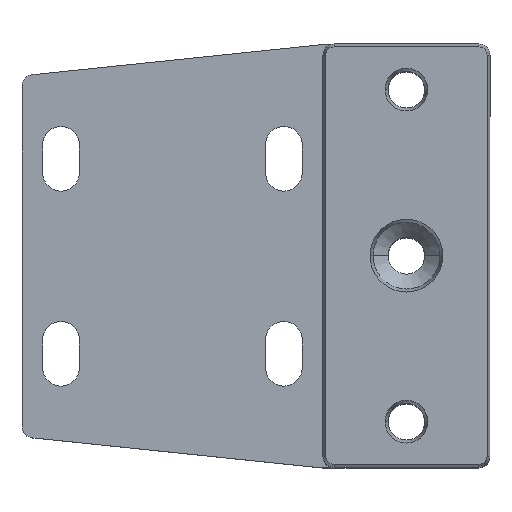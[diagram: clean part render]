
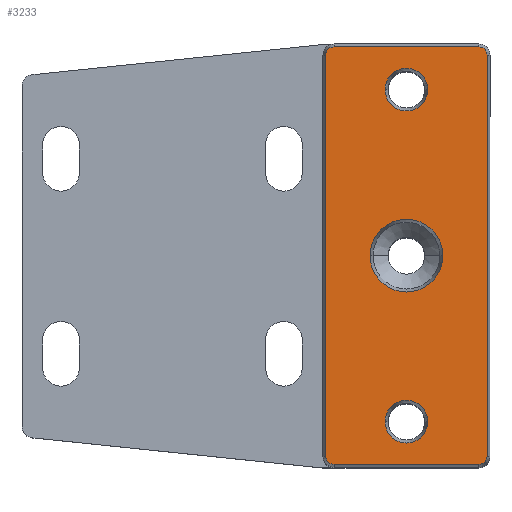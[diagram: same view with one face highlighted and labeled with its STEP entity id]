
A CAD part, top view. The second image highlights one B-rep face of the part: STEP entity #3233.
In plain terms, the highlighted planar face has unit normal (0, 0, 1).
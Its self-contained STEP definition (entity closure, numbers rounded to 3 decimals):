
#103 = CARTESIAN_POINT ( 'NONE',  ( 6.515, -17.594, 37.6 ) ) ;
#115 = AXIS2_PLACEMENT_3D ( 'NONE', #3455, #1097, #625 ) ;
#138 = CARTESIAN_POINT ( 'NONE',  ( 7.247, 19.138, 37.6 ) ) ;
#169 = FACE_OUTER_BOUND ( 'NONE', #5348, .T. ) ;
#238 = CIRCLE ( 'NONE', #4944, 1.918 ) ;
#286 = EDGE_CURVE ( 'NONE', #5423, #2562, #1478, .T. ) ;
#335 = VERTEX_POINT ( 'NONE', #3129 ) ;
#379 = VECTOR ( 'NONE', #1311, 1000. ) ;
#382 = CIRCLE ( 'NONE', #2639, 3.268 ) ;
#424 = VERTEX_POINT ( 'NONE', #5352 ) ;
#547 = DIRECTION ( 'NONE',  ( 1., 0., 0. ) ) ;
#572 = EDGE_CURVE ( 'NONE', #2152, #5423, #1051, .T. ) ;
#583 = CIRCLE ( 'NONE', #1249, 0.732 ) ;
#587 = VECTOR ( 'NONE', #2148, 1000. ) ;
#625 = DIRECTION ( 'NONE',  ( 1., 0., 0. ) ) ;
#626 = DIRECTION ( 'NONE',  ( 0., 0., -1. ) ) ;
#671 = ORIENTED_EDGE ( 'NONE', *, *, #1455, .T. ) ;
#682 = EDGE_CURVE ( 'NONE', #1495, #3389, #382, .T. ) ;
#688 = CIRCLE ( 'NONE', #1406, 3.268 ) ;
#764 = VERTEX_POINT ( 'NONE', #4704 ) ;
#805 = CARTESIAN_POINT ( 'NONE',  ( 13.747, -14.494, 37.6 ) ) ;
#895 = CARTESIAN_POINT ( 'NONE',  ( 20.247, 19.138, 37.6 ) ) ;
#916 = CARTESIAN_POINT ( 'NONE',  ( 7.247, -17.594, 37.6 ) ) ;
#920 = CARTESIAN_POINT ( 'NONE',  ( 13.747, -14.494, 37.6 ) ) ;
#1051 = LINE ( 'NONE', #2954, #3313 ) ;
#1097 = DIRECTION ( 'NONE',  ( 0., 0., 1. ) ) ;
#1190 = DIRECTION ( 'NONE',  ( 1., 0., 0. ) ) ;
#1244 = DIRECTION ( 'NONE',  ( 0., 0., -1. ) ) ;
#1249 = AXIS2_PLACEMENT_3D ( 'NONE', #3336, #4768, #1829 ) ;
#1280 = ORIENTED_EDGE ( 'NONE', *, *, #2453, .T. ) ;
#1302 = FACE_BOUND ( 'NONE', #3225, .T. ) ;
#1311 = DIRECTION ( 'NONE',  ( -1., 0., 0. ) ) ;
#1332 = AXIS2_PLACEMENT_3D ( 'NONE', #2342, #1993, #1583 ) ;
#1346 = VERTEX_POINT ( 'NONE', #138 ) ;
#1361 = FACE_BOUND ( 'NONE', #2377, .T. ) ;
#1403 = CARTESIAN_POINT ( 'NONE',  ( 13.747, 0.406, 37.6 ) ) ;
#1406 = AXIS2_PLACEMENT_3D ( 'NONE', #1403, #1244, #1190 ) ;
#1418 = ORIENTED_EDGE ( 'NONE', *, *, #3126, .T. ) ;
#1423 = DIRECTION ( 'NONE',  ( 0., 1., 0. ) ) ;
#1433 = EDGE_LOOP ( 'NONE', ( #4437, #3048 ) ) ;
#1455 = EDGE_CURVE ( 'NONE', #1346, #4204, #5034, .T. ) ;
#1478 = CIRCLE ( 'NONE', #115, 0.732 ) ;
#1490 = VERTEX_POINT ( 'NONE', #5333 ) ;
#1495 = VERTEX_POINT ( 'NONE', #3662 ) ;
#1514 = AXIS2_PLACEMENT_3D ( 'NONE', #3862, #3383, #3229 ) ;
#1541 = CARTESIAN_POINT ( 'NONE',  ( 20.979, 18.406, 37.6 ) ) ;
#1583 = DIRECTION ( 'NONE',  ( 1., 0., 0. ) ) ;
#1828 = EDGE_CURVE ( 'NONE', #424, #335, #3861, .T. ) ;
#1829 = DIRECTION ( 'NONE',  ( 1., 0., 0. ) ) ;
#1839 = CARTESIAN_POINT ( 'NONE',  ( 17.015, 0.406, 37.6 ) ) ;
#1859 = LINE ( 'NONE', #103, #587 ) ;
#1870 = ORIENTED_EDGE ( 'NONE', *, *, #4348, .T. ) ;
#1930 = EDGE_CURVE ( 'NONE', #764, #1490, #238, .T. ) ;
#1964 = CIRCLE ( 'NONE', #2931, 1.918 ) ;
#1993 = DIRECTION ( 'NONE',  ( 0., 0., -1. ) ) ;
#2011 = ORIENTED_EDGE ( 'NONE', *, *, #572, .T. ) ;
#2093 = ORIENTED_EDGE ( 'NONE', *, *, #4092, .T. ) ;
#2148 = DIRECTION ( 'NONE',  ( 0., -1., 0. ) ) ;
#2152 = VERTEX_POINT ( 'NONE', #4355 ) ;
#2336 = DIRECTION ( 'NONE',  ( 1., 0., 0. ) ) ;
#2342 = CARTESIAN_POINT ( 'NONE',  ( 13.747, 15.306, 37.6 ) ) ;
#2377 = EDGE_LOOP ( 'NONE', ( #1280, #2766 ) ) ;
#2411 = DIRECTION ( 'NONE',  ( 0., 0., -1. ) ) ;
#2416 = PLANE ( 'NONE',  #1514 ) ;
#2453 = EDGE_CURVE ( 'NONE', #335, #424, #1964, .T. ) ;
#2507 = ORIENTED_EDGE ( 'NONE', *, *, #286, .T. ) ;
#2562 = VERTEX_POINT ( 'NONE', #3255 ) ;
#2564 = DIRECTION ( 'NONE',  ( 1., 0., 0. ) ) ;
#2639 = AXIS2_PLACEMENT_3D ( 'NONE', #4482, #4139, #4473 ) ;
#2648 = CARTESIAN_POINT ( 'NONE',  ( 20.247, -18.326, 37.6 ) ) ;
#2698 = CARTESIAN_POINT ( 'NONE',  ( 13.747, 15.306, 37.6 ) ) ;
#2716 = VERTEX_POINT ( 'NONE', #4254 ) ;
#2766 = ORIENTED_EDGE ( 'NONE', *, *, #1828, .T. ) ;
#2845 = AXIS2_PLACEMENT_3D ( 'NONE', #920, #2896, #4268 ) ;
#2896 = DIRECTION ( 'NONE',  ( 0., 0., -1. ) ) ;
#2914 = CARTESIAN_POINT ( 'NONE',  ( 7.247, 18.406, 37.6 ) ) ;
#2931 = AXIS2_PLACEMENT_3D ( 'NONE', #805, #626, #547 ) ;
#2954 = CARTESIAN_POINT ( 'NONE',  ( 20.247, -18.326, 37.6 ) ) ;
#2955 = EDGE_CURVE ( 'NONE', #3389, #1495, #688, .T. ) ;
#2966 = DIRECTION ( 'NONE',  ( 0., 0., 1. ) ) ;
#2990 = DIRECTION ( 'NONE',  ( 1., 0., 0. ) ) ;
#3019 = EDGE_CURVE ( 'NONE', #2562, #4137, #5083, .T. ) ;
#3048 = ORIENTED_EDGE ( 'NONE', *, *, #682, .T. ) ;
#3126 = EDGE_CURVE ( 'NONE', #1490, #764, #4099, .T. ) ;
#3129 = CARTESIAN_POINT ( 'NONE',  ( 15.665, -14.494, 37.6 ) ) ;
#3225 = EDGE_LOOP ( 'NONE', ( #1418, #3342 ) ) ;
#3229 = DIRECTION ( 'NONE',  ( 1., 0., 0. ) ) ;
#3233 = ADVANCED_FACE ( 'NONE', ( #4659, #1361, #1302, #169 ), #2416, .T. ) ;
#3255 = CARTESIAN_POINT ( 'NONE',  ( 20.979, -17.594, 37.6 ) ) ;
#3276 = DIRECTION ( 'NONE',  ( 0., 0., 1. ) ) ;
#3313 = VECTOR ( 'NONE', #4214, 1000. ) ;
#3336 = CARTESIAN_POINT ( 'NONE',  ( 20.247, 18.406, 37.6 ) ) ;
#3342 = ORIENTED_EDGE ( 'NONE', *, *, #1930, .T. ) ;
#3383 = DIRECTION ( 'NONE',  ( 0., 0., 1. ) ) ;
#3389 = VERTEX_POINT ( 'NONE', #1839 ) ;
#3455 = CARTESIAN_POINT ( 'NONE',  ( 20.247, -17.594, 37.6 ) ) ;
#3536 = VECTOR ( 'NONE', #1423, 1000. ) ;
#3628 = EDGE_CURVE ( 'NONE', #4204, #2716, #1859, .T. ) ;
#3662 = CARTESIAN_POINT ( 'NONE',  ( 10.479, 0.406, 37.6 ) ) ;
#3739 = CARTESIAN_POINT ( 'NONE',  ( 6.515, 18.406, 37.6 ) ) ;
#3786 = EDGE_CURVE ( 'NONE', #2716, #2152, #5320, .T. ) ;
#3815 = CARTESIAN_POINT ( 'NONE',  ( 7.247, 19.138, 37.6 ) ) ;
#3861 = CIRCLE ( 'NONE', #2845, 1.918 ) ;
#3862 = CARTESIAN_POINT ( 'NONE',  ( 0., 0., 37.6 ) ) ;
#3971 = AXIS2_PLACEMENT_3D ( 'NONE', #2914, #2966, #2990 ) ;
#4080 = AXIS2_PLACEMENT_3D ( 'NONE', #916, #3276, #2336 ) ;
#4084 = VERTEX_POINT ( 'NONE', #895 ) ;
#4092 = EDGE_CURVE ( 'NONE', #4137, #4084, #583, .T. ) ;
#4099 = CIRCLE ( 'NONE', #1332, 1.918 ) ;
#4137 = VERTEX_POINT ( 'NONE', #1541 ) ;
#4139 = DIRECTION ( 'NONE',  ( 0., 0., -1. ) ) ;
#4204 = VERTEX_POINT ( 'NONE', #3739 ) ;
#4214 = DIRECTION ( 'NONE',  ( 1., 0., 0. ) ) ;
#4254 = CARTESIAN_POINT ( 'NONE',  ( 6.515, -17.594, 37.6 ) ) ;
#4268 = DIRECTION ( 'NONE',  ( 1., 0., 0. ) ) ;
#4310 = ORIENTED_EDGE ( 'NONE', *, *, #3786, .T. ) ;
#4315 = CARTESIAN_POINT ( 'NONE',  ( 20.979, 18.406, 37.6 ) ) ;
#4348 = EDGE_CURVE ( 'NONE', #4084, #1346, #4608, .T. ) ;
#4355 = CARTESIAN_POINT ( 'NONE',  ( 7.247, -18.326, 37.6 ) ) ;
#4437 = ORIENTED_EDGE ( 'NONE', *, *, #2955, .T. ) ;
#4473 = DIRECTION ( 'NONE',  ( 1., 0., 0. ) ) ;
#4482 = CARTESIAN_POINT ( 'NONE',  ( 13.747, 0.406, 37.6 ) ) ;
#4608 = LINE ( 'NONE', #3815, #379 ) ;
#4659 = FACE_BOUND ( 'NONE', #1433, .T. ) ;
#4704 = CARTESIAN_POINT ( 'NONE',  ( 11.829, 15.306, 37.6 ) ) ;
#4768 = DIRECTION ( 'NONE',  ( 0., 0., 1. ) ) ;
#4939 = ORIENTED_EDGE ( 'NONE', *, *, #3019, .T. ) ;
#4944 = AXIS2_PLACEMENT_3D ( 'NONE', #2698, #2411, #2564 ) ;
#5034 = CIRCLE ( 'NONE', #3971, 0.732 ) ;
#5083 = LINE ( 'NONE', #4315, #3536 ) ;
#5127 = ORIENTED_EDGE ( 'NONE', *, *, #3628, .T. ) ;
#5320 = CIRCLE ( 'NONE', #4080, 0.732 ) ;
#5333 = CARTESIAN_POINT ( 'NONE',  ( 15.665, 15.306, 37.6 ) ) ;
#5348 = EDGE_LOOP ( 'NONE', ( #4310, #2011, #2507, #4939, #2093, #1870, #671, #5127 ) ) ;
#5352 = CARTESIAN_POINT ( 'NONE',  ( 11.829, -14.494, 37.6 ) ) ;
#5423 = VERTEX_POINT ( 'NONE', #2648 ) ;
